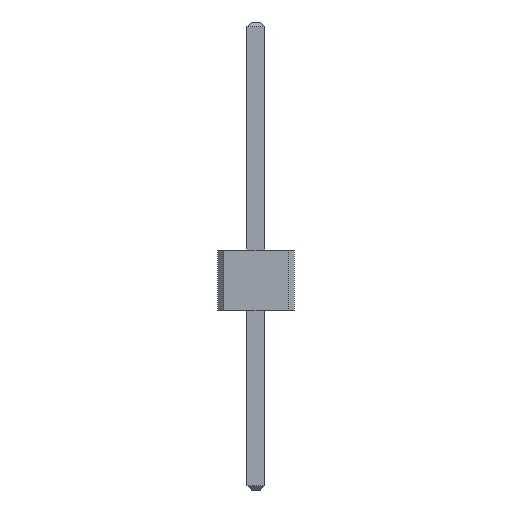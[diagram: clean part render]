
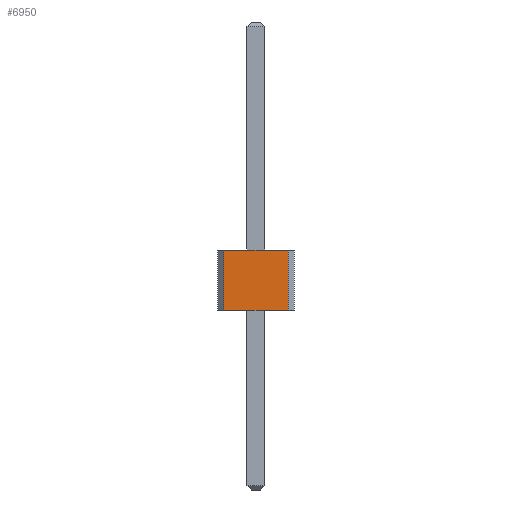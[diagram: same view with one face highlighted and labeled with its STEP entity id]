
A CAD part, front view. The second image highlights one B-rep face of the part: STEP entity #6950.
In plain terms, the highlighted planar face has unit normal (0, -1, 0).
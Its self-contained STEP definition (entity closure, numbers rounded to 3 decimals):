
#12=DIRECTION('',(0.,0.,1.));
#26=VECTOR('',#12,1.);
#88=DIRECTION('',(1.,0.,0.));
#682=VERTEX_POINT('',#683);
#683=CARTESIAN_POINT('',(-0.535,-39.5,0.));
#686=EDGE_CURVE('',#682,#687,#689,.T.);
#687=VERTEX_POINT('',#688);
#688=CARTESIAN_POINT('',(0.535,-39.5,0.));
#689=LINE('',#683,#690);
#690=VECTOR('',#88,1.);
#704=DIRECTION('',(0.,1.,0.));
#2931=VERTEX_POINT('',#2932);
#2932=CARTESIAN_POINT('',(-0.535,-39.5,1.));
#2934=ORIENTED_EDGE('',*,*,#2935,.T.);
#2935=EDGE_CURVE('',#2931,#2936,#2938,.T.);
#2936=VERTEX_POINT('',#2937);
#2937=CARTESIAN_POINT('',(0.535,-39.5,1.));
#2938=LINE('',#2932,#690);
#6935=EDGE_CURVE('',#682,#2931,#6936,.T.);
#6936=LINE('',#683,#26);
#6950=ADVANCED_FACE('',(#6951),#6958,.F.);
#6951=FACE_BOUND('',#6952,.F.);
#6952=EDGE_LOOP('',(#6953,#2934,#6954,#6957));
#6953=ORIENTED_EDGE('',*,*,#6935,.T.);
#6954=ORIENTED_EDGE('',*,*,#6955,.F.);
#6955=EDGE_CURVE('',#687,#2936,#6956,.T.);
#6956=LINE('',#688,#26);
#6957=ORIENTED_EDGE('',*,*,#686,.F.);
#6958=PLANE('',#6959);
#6959=AXIS2_PLACEMENT_3D('',#683,#704,#88);
